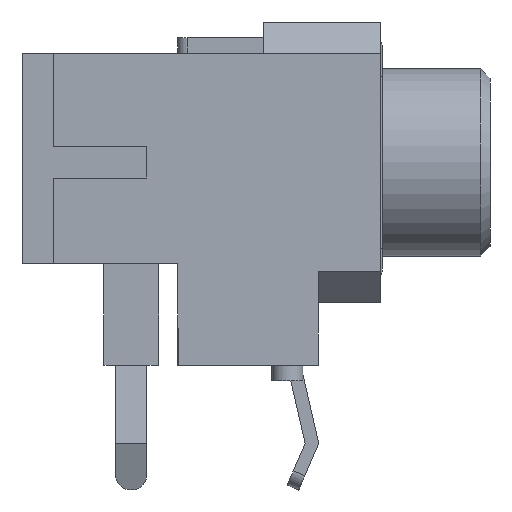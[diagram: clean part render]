
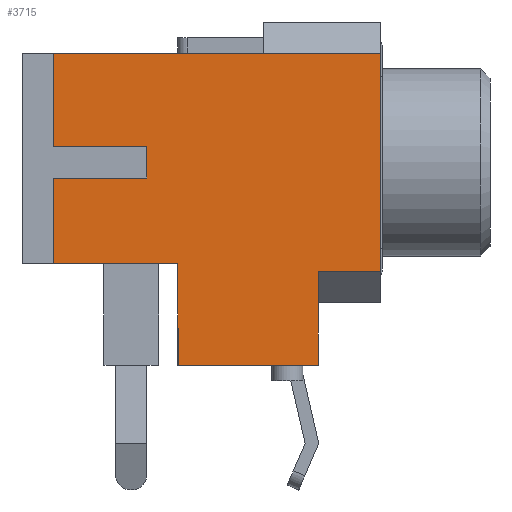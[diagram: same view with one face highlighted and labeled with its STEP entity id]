
A CAD part, front view. The second image highlights one B-rep face of the part: STEP entity #3715.
In plain terms, the highlighted planar face has unit normal (0, -1, 0).
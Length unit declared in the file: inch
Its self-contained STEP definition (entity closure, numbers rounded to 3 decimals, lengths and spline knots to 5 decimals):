
#80 = ORIENTED_EDGE ( 'NONE', *, *, #4471, .F. ) ;
#105 = VECTOR ( 'NONE', #1541, 39.37008 ) ;
#198 = FACE_OUTER_BOUND ( 'NONE', #584, .T. ) ;
#347 = DIRECTION ( 'NONE',  ( 0., 0., 1. ) ) ;
#425 = CARTESIAN_POINT ( 'NONE',  ( -0.1378, -0.23622, -0.1378 ) ) ;
#436 = EDGE_CURVE ( 'NONE', #1944, #445, #5952, .T. ) ;
#445 = VERTEX_POINT ( 'NONE', #5386 ) ;
#584 = EDGE_LOOP ( 'NONE', ( #3980, #5103, #7067, #6315, #6167, #6088, #1759, #915, #7228, #2440, #7250, #80, #3023 ) ) ;
#915 = ORIENTED_EDGE ( 'NONE', *, *, #4964, .T. ) ;
#966 = LINE ( 'NONE', #4904, #4845 ) ;
#998 = LINE ( 'NONE', #2853, #6623 ) ;
#1026 = EDGE_CURVE ( 'NONE', #3164, #2095, #4127, .T. ) ;
#1052 = CARTESIAN_POINT ( 'NONE',  ( -0.21654, -0.23622, -0.25591 ) ) ;
#1104 = CARTESIAN_POINT ( 'NONE',  ( -0.1378, -0.23622, -0.1378 ) ) ;
#1160 = DIRECTION ( 'NONE',  ( -1., 0., 0. ) ) ;
#1162 = VERTEX_POINT ( 'NONE', #6066 ) ;
#1397 = CARTESIAN_POINT ( 'NONE',  ( -0.21654, -0.23622, -0.1378 ) ) ;
#1435 = LINE ( 'NONE', #6077, #5698 ) ;
#1470 = DIRECTION ( 'NONE',  ( 1., 0., 0. ) ) ;
#1526 = VECTOR ( 'NONE', #3949, 39.37008 ) ;
#1541 = DIRECTION ( 'NONE',  ( -1., 0., 0. ) ) ;
#1705 = EDGE_CURVE ( 'NONE', #3164, #2768, #998, .T. ) ;
#1759 = ORIENTED_EDGE ( 'NONE', *, *, #5520, .T. ) ;
#1761 = VERTEX_POINT ( 'NONE', #2260 ) ;
#1830 = DIRECTION ( 'NONE',  ( 0., 0., 1. ) ) ;
#1836 = VERTEX_POINT ( 'NONE', #5367 ) ;
#1944 = VERTEX_POINT ( 'NONE', #7474 ) ;
#2095 = VERTEX_POINT ( 'NONE', #1397 ) ;
#2102 = CARTESIAN_POINT ( 'NONE',  ( -0.28543, -0.23622, -0.12795 ) ) ;
#2217 = LINE ( 'NONE', #2102, #105 ) ;
#2230 = CARTESIAN_POINT ( 'NONE',  ( -0.55118, -0.23622, 0.01969 ) ) ;
#2260 = CARTESIAN_POINT ( 'NONE',  ( -0.1378, -0.23622, 0.1378 ) ) ;
#2440 = ORIENTED_EDGE ( 'NONE', *, *, #436, .T. ) ;
#2500 = EDGE_CURVE ( 'NONE', #2095, #3764, #5051, .T. ) ;
#2768 = VERTEX_POINT ( 'NONE', #7116 ) ;
#2853 = CARTESIAN_POINT ( 'NONE',  ( -0.21654, -0.23622, -0.25591 ) ) ;
#2989 = CARTESIAN_POINT ( 'NONE',  ( -0.55118, -0.23622, -0.12795 ) ) ;
#3023 = ORIENTED_EDGE ( 'NONE', *, *, #1705, .F. ) ;
#3027 = CARTESIAN_POINT ( 'NONE',  ( -0.55118, -0.23622, 0.1378 ) ) ;
#3075 = CARTESIAN_POINT ( 'NONE',  ( -0.55118, -0.23622, -0.01969 ) ) ;
#3145 = PLANE ( 'NONE',  #7423 ) ;
#3164 = VERTEX_POINT ( 'NONE', #1052 ) ;
#3190 = LINE ( 'NONE', #3075, #4838 ) ;
#3278 = LINE ( 'NONE', #6080, #6148 ) ;
#3539 = EDGE_CURVE ( 'NONE', #1162, #1944, #3190, .T. ) ;
#3567 = CARTESIAN_POINT ( 'NONE',  ( -0.21654, -0.23622, -0.25591 ) ) ;
#3576 = EDGE_CURVE ( 'NONE', #4007, #7240, #1435, .T. ) ;
#3715 = ADVANCED_FACE ( 'NONE', ( #198 ), #3145, .F. ) ;
#3764 = VERTEX_POINT ( 'NONE', #425 ) ;
#3827 = VECTOR ( 'NONE', #7215, 39.37008 ) ;
#3834 = CARTESIAN_POINT ( 'NONE',  ( -0.3937, -0.23622, -0.12795 ) ) ;
#3949 = DIRECTION ( 'NONE',  ( 1., 0., 0. ) ) ;
#3980 = ORIENTED_EDGE ( 'NONE', *, *, #1026, .T. ) ;
#4007 = VERTEX_POINT ( 'NONE', #3027 ) ;
#4100 = VECTOR ( 'NONE', #1160, 39.37008 ) ;
#4127 = LINE ( 'NONE', #3567, #4448 ) ;
#4226 = CARTESIAN_POINT ( 'NONE',  ( -0.1378, -0.23622, 0.1378 ) ) ;
#4282 = DIRECTION ( 'NONE',  ( 0., 0., -1. ) ) ;
#4318 = LINE ( 'NONE', #5525, #7356 ) ;
#4370 = CARTESIAN_POINT ( 'NONE',  ( -0.1378, -0.23622, 0.17717 ) ) ;
#4448 = VECTOR ( 'NONE', #1830, 39.37008 ) ;
#4471 = EDGE_CURVE ( 'NONE', #2768, #6480, #966, .T. ) ;
#4634 = DIRECTION ( 'NONE',  ( 1., 0., 0. ) ) ;
#4838 = VECTOR ( 'NONE', #6599, 39.37008 ) ;
#4845 = VECTOR ( 'NONE', #6084, 39.37008 ) ;
#4904 = CARTESIAN_POINT ( 'NONE',  ( -0.3937, -0.23622, -0.25591 ) ) ;
#4964 = EDGE_CURVE ( 'NONE', #1836, #1162, #4318, .T. ) ;
#5051 = LINE ( 'NONE', #1104, #6036 ) ;
#5103 = ORIENTED_EDGE ( 'NONE', *, *, #2500, .T. ) ;
#5106 = LINE ( 'NONE', #6888, #1526 ) ;
#5216 = DIRECTION ( 'NONE',  ( -1., 0., 0. ) ) ;
#5318 = VERTEX_POINT ( 'NONE', #2230 ) ;
#5329 = VECTOR ( 'NONE', #6166, 39.37008 ) ;
#5367 = CARTESIAN_POINT ( 'NONE',  ( -0.43307, -0.23622, 0.01969 ) ) ;
#5386 = CARTESIAN_POINT ( 'NONE',  ( -0.55118, -0.23622, -0.12795 ) ) ;
#5472 = EDGE_CURVE ( 'NONE', #4007, #5318, #3278, .T. ) ;
#5520 = EDGE_CURVE ( 'NONE', #5318, #1836, #5106, .T. ) ;
#5525 = CARTESIAN_POINT ( 'NONE',  ( -0.43307, -0.23622, -0.01969 ) ) ;
#5555 = CARTESIAN_POINT ( 'NONE',  ( -0.1378, -0.23622, -0.17717 ) ) ;
#5632 = LINE ( 'NONE', #5555, #5329 ) ;
#5698 = VECTOR ( 'NONE', #1470, 39.37008 ) ;
#5906 = EDGE_CURVE ( 'NONE', #6480, #445, #2217, .T. ) ;
#5952 = LINE ( 'NONE', #2989, #3827 ) ;
#6036 = VECTOR ( 'NONE', #4634, 39.37008 ) ;
#6066 = CARTESIAN_POINT ( 'NONE',  ( -0.43307, -0.23622, -0.01969 ) ) ;
#6077 = CARTESIAN_POINT ( 'NONE',  ( -0.59055, -0.23622, 0.1378 ) ) ;
#6080 = CARTESIAN_POINT ( 'NONE',  ( -0.55118, -0.23622, 0.01969 ) ) ;
#6084 = DIRECTION ( 'NONE',  ( 0., 0., 1. ) ) ;
#6088 = ORIENTED_EDGE ( 'NONE', *, *, #5472, .T. ) ;
#6101 = DIRECTION ( 'NONE',  ( 0., 1., 0. ) ) ;
#6148 = VECTOR ( 'NONE', #6602, 39.37008 ) ;
#6166 = DIRECTION ( 'NONE',  ( 0., 0., -1. ) ) ;
#6167 = ORIENTED_EDGE ( 'NONE', *, *, #3576, .F. ) ;
#6315 = ORIENTED_EDGE ( 'NONE', *, *, #6368, .T. ) ;
#6368 = EDGE_CURVE ( 'NONE', #1761, #7240, #7526, .T. ) ;
#6480 = VERTEX_POINT ( 'NONE', #3834 ) ;
#6599 = DIRECTION ( 'NONE',  ( -1., 0., 0. ) ) ;
#6602 = DIRECTION ( 'NONE',  ( 0., 0., -1. ) ) ;
#6623 = VECTOR ( 'NONE', #5216, 39.37008 ) ;
#6888 = CARTESIAN_POINT ( 'NONE',  ( -0.43307, -0.23622, 0.01969 ) ) ;
#7067 = ORIENTED_EDGE ( 'NONE', *, *, #7413, .F. ) ;
#7116 = CARTESIAN_POINT ( 'NONE',  ( -0.3937, -0.23622, -0.25591 ) ) ;
#7129 = CARTESIAN_POINT ( 'NONE',  ( -0.28543, -0.23622, 0.1378 ) ) ;
#7215 = DIRECTION ( 'NONE',  ( 0., 0., -1. ) ) ;
#7228 = ORIENTED_EDGE ( 'NONE', *, *, #3539, .T. ) ;
#7240 = VERTEX_POINT ( 'NONE', #7129 ) ;
#7250 = ORIENTED_EDGE ( 'NONE', *, *, #5906, .F. ) ;
#7356 = VECTOR ( 'NONE', #4282, 39.37008 ) ;
#7413 = EDGE_CURVE ( 'NONE', #1761, #3764, #5632, .T. ) ;
#7423 = AXIS2_PLACEMENT_3D ( 'NONE', #4370, #6101, #347 ) ;
#7474 = CARTESIAN_POINT ( 'NONE',  ( -0.55118, -0.23622, -0.01969 ) ) ;
#7526 = LINE ( 'NONE', #4226, #4100 ) ;
